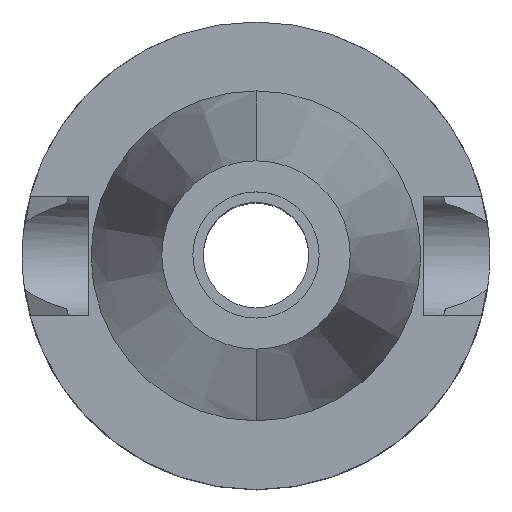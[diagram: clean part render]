
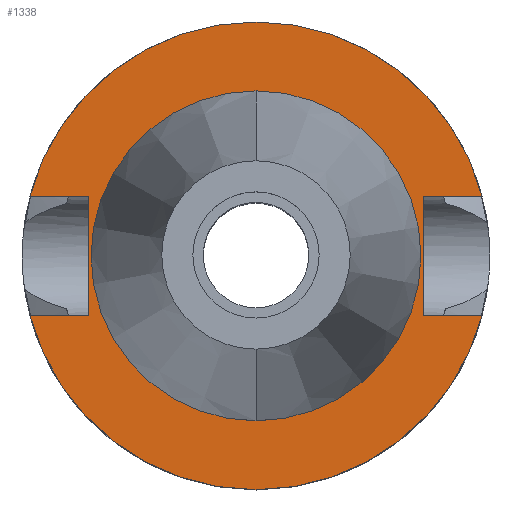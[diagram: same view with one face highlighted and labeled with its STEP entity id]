
A CAD part, top view. The second image highlights one B-rep face of the part: STEP entity #1338.
In plain terms, the highlighted planar face has unit normal (0, 0, 1).
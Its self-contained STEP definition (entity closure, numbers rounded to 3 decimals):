
#94=DIRECTION('',(0.,1.,0.));
#95=VECTOR('',#94,16.1);
#96=CARTESIAN_POINT('',(-22.5,-8.05,-1.));
#97=LINE('',#96,#95);
#101=DIRECTION('',(-1.,0.,0.));
#102=VECTOR('',#101,7.954);
#103=CARTESIAN_POINT('',(-22.5,8.05,-1.));
#104=LINE('',#103,#102);
#108=CARTESIAN_POINT('',(0.,0.,-1.));
#109=DIRECTION('',(0.,0.,-1.));
#110=DIRECTION('',(-0.967,0.256,0.));
#111=AXIS2_PLACEMENT_3D('',#108,#109,#110);
#116=CARTESIAN_POINT('',(0.,0.,-1.));
#117=DIRECTION('',(0.,0.,-1.));
#118=DIRECTION('',(0.,1.,0.));
#119=AXIS2_PLACEMENT_3D('',#116,#117,#118);
#124=DIRECTION('',(0.,-1.,0.));
#125=VECTOR('',#124,16.1);
#126=CARTESIAN_POINT('',(22.5,8.05,-1.));
#127=LINE('',#126,#125);
#131=DIRECTION('',(1.,0.,0.));
#132=VECTOR('',#131,7.954);
#133=CARTESIAN_POINT('',(22.5,-8.05,-1.));
#134=LINE('',#133,#132);
#138=CARTESIAN_POINT('',(0.,0.,-1.));
#139=DIRECTION('',(0.,0.,-1.));
#140=DIRECTION('',(0.967,-0.256,0.));
#141=AXIS2_PLACEMENT_3D('',#138,#139,#140);
#146=CARTESIAN_POINT('',(0.,0.,-1.));
#147=DIRECTION('',(0.,0.,-1.));
#148=DIRECTION('',(0.,-1.,0.));
#149=AXIS2_PLACEMENT_3D('',#146,#147,#148);
#154=CARTESIAN_POINT('',(0.,0.,-1.));
#155=DIRECTION('',(0.,0.,1.));
#156=DIRECTION('',(0.,-1.,0.));
#157=AXIS2_PLACEMENT_3D('',#154,#155,#156);
#162=CARTESIAN_POINT('',(0.,0.,-1.));
#163=DIRECTION('',(0.,0.,1.));
#164=DIRECTION('',(0.,1.,0.));
#165=AXIS2_PLACEMENT_3D('',#162,#163,#164);
#200=DIRECTION('',(-1.,0.,0.));
#201=VECTOR('',#200,7.954);
#202=CARTESIAN_POINT('',(-22.5,-8.05,-1.));
#203=LINE('',#202,#201);
#337=DIRECTION('',(1.,0.,0.));
#338=VECTOR('',#337,7.954);
#339=CARTESIAN_POINT('',(22.5,8.05,-1.));
#340=LINE('',#339,#338);
#1195=CARTESIAN_POINT('',(-22.5,-8.05,-1.));
#1196=VERTEX_POINT('',#1195);
#1197=CARTESIAN_POINT('',(-30.454,-8.05,-1.));
#1198=VERTEX_POINT('',#1197);
#1201=CARTESIAN_POINT('',(-22.5,8.05,-1.));
#1202=VERTEX_POINT('',#1201);
#1203=CARTESIAN_POINT('',(-30.454,8.05,-1.));
#1204=VERTEX_POINT('',#1203);
#1205=CARTESIAN_POINT('',(0.,31.5,-1.));
#1206=CARTESIAN_POINT('',(30.454,8.05,-1.));
#1207=VERTEX_POINT('',#1205);
#1208=VERTEX_POINT('',#1206);
#1209=CARTESIAN_POINT('',(22.5,8.05,-1.));
#1210=VERTEX_POINT('',#1209);
#1211=CARTESIAN_POINT('',(22.5,-8.05,-1.));
#1212=VERTEX_POINT('',#1211);
#1213=CARTESIAN_POINT('',(30.454,-8.05,-1.));
#1214=VERTEX_POINT('',#1213);
#1215=CARTESIAN_POINT('',(0.,-31.5,-1.));
#1216=VERTEX_POINT('',#1215);
#1217=CARTESIAN_POINT('',(0.,-22.225,-1.));
#1218=CARTESIAN_POINT('',(0.,22.225,-1.));
#1219=VERTEX_POINT('',#1217);
#1220=VERTEX_POINT('',#1218);
#1307=CARTESIAN_POINT('',(0.,0.,-1.));
#1308=DIRECTION('',(0.,0.,-1.));
#1309=DIRECTION('',(0.,-1.,0.));
#1310=AXIS2_PLACEMENT_3D('',#1307,#1308,#1309);
#1311=PLANE('',#1310);
#1313=ORIENTED_EDGE('',*,*,#1312,.T.);
#1315=ORIENTED_EDGE('',*,*,#1314,.T.);
#1317=ORIENTED_EDGE('',*,*,#1316,.T.);
#1319=ORIENTED_EDGE('',*,*,#1318,.T.);
#1321=ORIENTED_EDGE('',*,*,#1320,.F.);
#1323=ORIENTED_EDGE('',*,*,#1322,.T.);
#1325=ORIENTED_EDGE('',*,*,#1324,.T.);
#1327=ORIENTED_EDGE('',*,*,#1326,.T.);
#1329=ORIENTED_EDGE('',*,*,#1328,.T.);
#1331=ORIENTED_EDGE('',*,*,#1330,.F.);
#1332=EDGE_LOOP('',(#1313,#1315,#1317,#1319,#1321,#1323,#1325,#1327,#1329,
#1331));
#1333=FACE_OUTER_BOUND('',#1332,.F.);
#1334=ORIENTED_EDGE('',*,*,#1286,.T.);
#1335=ORIENTED_EDGE('',*,*,#1302,.T.);
#1336=EDGE_LOOP('',(#1334,#1335));
#1337=FACE_BOUND('',#1336,.F.);
#112=CIRCLE('',#111,31.5);
#120=CIRCLE('',#119,31.5);
#142=CIRCLE('',#141,31.5);
#150=CIRCLE('',#149,31.5);
#158=CIRCLE('',#157,22.225);
#166=CIRCLE('',#165,22.225);
#1286=EDGE_CURVE('',#1219,#1220,#158,.T.);
#1302=EDGE_CURVE('',#1220,#1219,#166,.T.);
#1312=EDGE_CURVE('',#1196,#1202,#97,.T.);
#1314=EDGE_CURVE('',#1202,#1204,#104,.T.);
#1316=EDGE_CURVE('',#1204,#1207,#112,.T.);
#1318=EDGE_CURVE('',#1207,#1208,#120,.T.);
#1320=EDGE_CURVE('',#1210,#1208,#340,.T.);
#1322=EDGE_CURVE('',#1210,#1212,#127,.T.);
#1324=EDGE_CURVE('',#1212,#1214,#134,.T.);
#1326=EDGE_CURVE('',#1214,#1216,#142,.T.);
#1328=EDGE_CURVE('',#1216,#1198,#150,.T.);
#1330=EDGE_CURVE('',#1196,#1198,#203,.T.);
#1338=ADVANCED_FACE('',(#1333,#1337),#1311,.F.);
